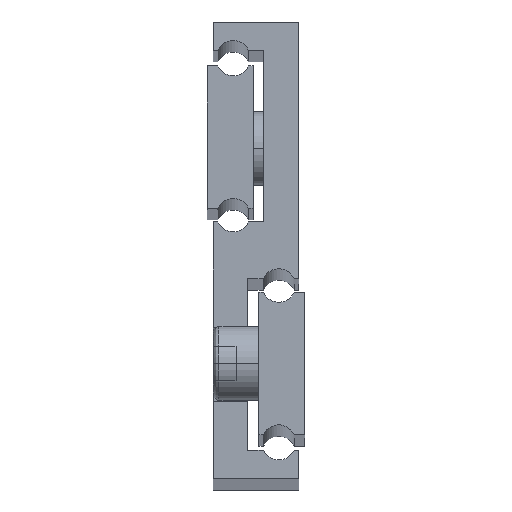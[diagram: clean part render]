
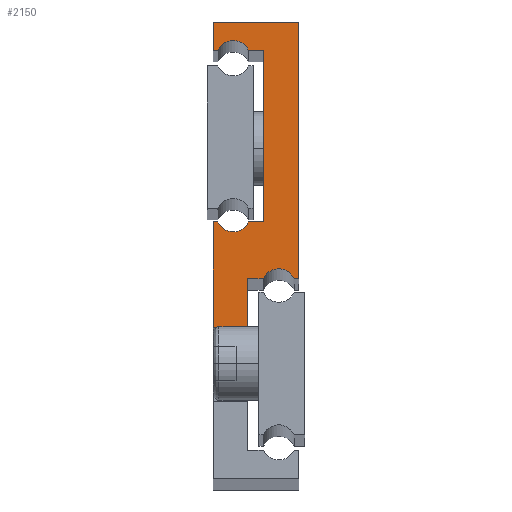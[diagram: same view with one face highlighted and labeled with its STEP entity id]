
A CAD part, top view. The second image highlights one B-rep face of the part: STEP entity #2150.
In plain terms, the highlighted planar face has unit normal (0, 0, 1).
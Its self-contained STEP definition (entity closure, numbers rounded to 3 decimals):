
#20 = CARTESIAN_POINT ( 'NONE',  ( 15., 80., 575. ) ) ;
#28 = CARTESIAN_POINT ( 'NONE',  ( 0., 45., 575. ) ) ;
#35 = EDGE_CURVE ( 'NONE', #1251, #1018, #1833, .T. ) ;
#66 = DIRECTION ( 'NONE',  ( 0., 0., -1. ) ) ;
#71 = ORIENTED_EDGE ( 'NONE', *, *, #1151, .T. ) ;
#77 = CARTESIAN_POINT ( 'NONE',  ( 0.773, 45., 575. ) ) ;
#86 = CARTESIAN_POINT ( 'NONE',  ( 0., 0., 575. ) ) ;
#88 = ORIENTED_EDGE ( 'NONE', *, *, #2090, .T. ) ;
#89 = VECTOR ( 'NONE', #2162, 1000. ) ;
#109 = LINE ( 'NONE', #1473, #89 ) ;
#113 = DIRECTION ( 'NONE',  ( 0., 0., -1. ) ) ;
#121 = VECTOR ( 'NONE', #1290, 1000. ) ;
#132 = CARTESIAN_POINT ( 'NONE',  ( 0., 26.5, 575. ) ) ;
#138 = AXIS2_PLACEMENT_3D ( 'NONE', #936, #1321, #2140 ) ;
#189 = VERTEX_POINT ( 'NONE', #2058 ) ;
#209 = VERTEX_POINT ( 'NONE', #28 ) ;
#233 = EDGE_CURVE ( 'NONE', #291, #209, #2099, .T. ) ;
#241 = LINE ( 'NONE', #921, #121 ) ;
#254 = CARTESIAN_POINT ( 'NONE',  ( 15., 35., 575. ) ) ;
#291 = VERTEX_POINT ( 'NONE', #77 ) ;
#312 = VERTEX_POINT ( 'NONE', #1762 ) ;
#352 = ORIENTED_EDGE ( 'NONE', *, *, #380, .T. ) ;
#380 = EDGE_CURVE ( 'NONE', #1622, #657, #922, .T. ) ;
#386 = VERTEX_POINT ( 'NONE', #1928 ) ;
#404 = CARTESIAN_POINT ( 'NONE',  ( 0., 80., 575. ) ) ;
#423 = CARTESIAN_POINT ( 'NONE',  ( 6.227, 45., 575. ) ) ;
#448 = FACE_OUTER_BOUND ( 'NONE', #1400, .T. ) ;
#452 = VERTEX_POINT ( 'NONE', #132 ) ;
#465 = DIRECTION ( 'NONE',  ( 1., 0., 0. ) ) ;
#506 = DIRECTION ( 'NONE',  ( 1., 0., 0. ) ) ;
#537 = EDGE_CURVE ( 'NONE', #312, #1622, #847, .T. ) ;
#574 = CARTESIAN_POINT ( 'NONE',  ( 8.9, 75., 575. ) ) ;
#622 = VERTEX_POINT ( 'NONE', #1060 ) ;
#645 = PLANE ( 'NONE',  #1163 ) ;
#657 = VERTEX_POINT ( 'NONE', #2085 ) ;
#659 = LINE ( 'NONE', #1011, #1600 ) ;
#667 = VECTOR ( 'NONE', #773, 1000. ) ;
#694 = CARTESIAN_POINT ( 'NONE',  ( 0., 45., 575. ) ) ;
#696 = LINE ( 'NONE', #20, #1954 ) ;
#755 = VERTEX_POINT ( 'NONE', #404 ) ;
#765 = DIRECTION ( 'NONE',  ( -1., 0., 0. ) ) ;
#773 = DIRECTION ( 'NONE',  ( 0., -1., 0. ) ) ;
#789 = CARTESIAN_POINT ( 'NONE',  ( 15., 80., 575. ) ) ;
#796 = DIRECTION ( 'NONE',  ( -1., 0., 0. ) ) ;
#798 = ORIENTED_EDGE ( 'NONE', *, *, #1393, .T. ) ;
#804 = ORIENTED_EDGE ( 'NONE', *, *, #2068, .T. ) ;
#847 = LINE ( 'NONE', #1529, #1238 ) ;
#871 = EDGE_CURVE ( 'NONE', #386, #1790, #969, .T. ) ;
#921 = CARTESIAN_POINT ( 'NONE',  ( 15., 80., 575. ) ) ;
#922 = LINE ( 'NONE', #933, #1628 ) ;
#924 = DIRECTION ( 'NONE',  ( -1., 0., 0. ) ) ;
#933 = CARTESIAN_POINT ( 'NONE',  ( 8.9, 75., 575. ) ) ;
#936 = CARTESIAN_POINT ( 'NONE',  ( 11.5, 33.75, 575. ) ) ;
#946 = VECTOR ( 'NONE', #506, 1000. ) ;
#969 = LINE ( 'NONE', #979, #1062 ) ;
#979 = CARTESIAN_POINT ( 'NONE',  ( 6., 5., 575. ) ) ;
#1007 = CARTESIAN_POINT ( 'NONE',  ( 3.5, 73.75, 575. ) ) ;
#1011 = CARTESIAN_POINT ( 'NONE',  ( 8.773, 35., 575. ) ) ;
#1018 = VERTEX_POINT ( 'NONE', #1027 ) ;
#1022 = EDGE_CURVE ( 'NONE', #1585, #755, #696, .T. ) ;
#1027 = CARTESIAN_POINT ( 'NONE',  ( 0.773, 75., 575. ) ) ;
#1035 = LINE ( 'NONE', #1880, #1638 ) ;
#1040 = ORIENTED_EDGE ( 'NONE', *, *, #1576, .T. ) ;
#1060 = CARTESIAN_POINT ( 'NONE',  ( 14.227, 35., 575. ) ) ;
#1062 = VECTOR ( 'NONE', #1313, 1000. ) ;
#1068 = CIRCLE ( 'NONE', #138, 3. ) ;
#1097 = ORIENTED_EDGE ( 'NONE', *, *, #1627, .T. ) ;
#1129 = CARTESIAN_POINT ( 'NONE',  ( 6.227, 45., 575. ) ) ;
#1139 = ORIENTED_EDGE ( 'NONE', *, *, #2036, .T. ) ;
#1143 = ORIENTED_EDGE ( 'NONE', *, *, #537, .T. ) ;
#1151 = EDGE_CURVE ( 'NONE', #1553, #622, #1068, .T. ) ;
#1156 = DIRECTION ( 'NONE',  ( 0., 0., -1. ) ) ;
#1163 = AXIS2_PLACEMENT_3D ( 'NONE', #1663, #113, #796 ) ;
#1238 = VECTOR ( 'NONE', #465, 1000. ) ;
#1251 = VERTEX_POINT ( 'NONE', #1658 ) ;
#1260 = CARTESIAN_POINT ( 'NONE',  ( 3.5, 46.25, 575. ) ) ;
#1273 = LINE ( 'NONE', #423, #2028 ) ;
#1280 = ORIENTED_EDGE ( 'NONE', *, *, #233, .T. ) ;
#1288 = EDGE_CURVE ( 'NONE', #755, #1251, #109, .T. ) ;
#1290 = DIRECTION ( 'NONE',  ( 0., 1., 0. ) ) ;
#1313 = DIRECTION ( 'NONE',  ( 0., 1., 0. ) ) ;
#1321 = DIRECTION ( 'NONE',  ( 0., 0., -1. ) ) ;
#1362 = DIRECTION ( 'NONE',  ( 1., 0., 0. ) ) ;
#1393 = EDGE_CURVE ( 'NONE', #452, #386, #1035, .T. ) ;
#1400 = EDGE_LOOP ( 'NONE', ( #804, #798, #1436, #1768, #71, #1040, #1139, #2185, #1742, #1582, #88, #1143, #352, #1710, #1097, #1280 ) ) ;
#1436 = ORIENTED_EDGE ( 'NONE', *, *, #871, .T. ) ;
#1445 = CIRCLE ( 'NONE', #1703, 3. ) ;
#1459 = LINE ( 'NONE', #86, #667 ) ;
#1473 = CARTESIAN_POINT ( 'NONE',  ( 0., 80., 575. ) ) ;
#1483 = CARTESIAN_POINT ( 'NONE',  ( 6., 35., 575. ) ) ;
#1484 = VECTOR ( 'NONE', #1714, 1000. ) ;
#1491 = AXIS2_PLACEMENT_3D ( 'NONE', #1260, #66, #924 ) ;
#1529 = CARTESIAN_POINT ( 'NONE',  ( 6.227, 75., 575. ) ) ;
#1553 = VERTEX_POINT ( 'NONE', #1599 ) ;
#1569 = VERTEX_POINT ( 'NONE', #1129 ) ;
#1576 = EDGE_CURVE ( 'NONE', #622, #189, #1620, .T. ) ;
#1582 = ORIENTED_EDGE ( 'NONE', *, *, #35, .T. ) ;
#1585 = VERTEX_POINT ( 'NONE', #789 ) ;
#1599 = CARTESIAN_POINT ( 'NONE',  ( 8.773, 35., 575. ) ) ;
#1600 = VECTOR ( 'NONE', #1863, 1000. ) ;
#1609 = DIRECTION ( 'NONE',  ( 0., -1., 0. ) ) ;
#1620 = LINE ( 'NONE', #254, #2176 ) ;
#1622 = VERTEX_POINT ( 'NONE', #574 ) ;
#1627 = EDGE_CURVE ( 'NONE', #1569, #291, #1889, .T. ) ;
#1628 = VECTOR ( 'NONE', #1609, 1000. ) ;
#1638 = VECTOR ( 'NONE', #1362, 1000. ) ;
#1648 = EDGE_CURVE ( 'NONE', #657, #1569, #1273, .T. ) ;
#1653 = DIRECTION ( 'NONE',  ( 1., 0., 0. ) ) ;
#1658 = CARTESIAN_POINT ( 'NONE',  ( 0., 75., 575. ) ) ;
#1663 = CARTESIAN_POINT ( 'NONE',  ( 3.5, 46.25, 575. ) ) ;
#1703 = AXIS2_PLACEMENT_3D ( 'NONE', #1007, #1156, #1653 ) ;
#1707 = DIRECTION ( 'NONE',  ( -1., 0., 0. ) ) ;
#1710 = ORIENTED_EDGE ( 'NONE', *, *, #1648, .T. ) ;
#1713 = EDGE_CURVE ( 'NONE', #1790, #1553, #659, .T. ) ;
#1714 = DIRECTION ( 'NONE',  ( -1., 0., 0. ) ) ;
#1742 = ORIENTED_EDGE ( 'NONE', *, *, #1288, .T. ) ;
#1762 = CARTESIAN_POINT ( 'NONE',  ( 6.227, 75., 575. ) ) ;
#1768 = ORIENTED_EDGE ( 'NONE', *, *, #1713, .T. ) ;
#1790 = VERTEX_POINT ( 'NONE', #1483 ) ;
#1833 = LINE ( 'NONE', #2045, #946 ) ;
#1863 = DIRECTION ( 'NONE',  ( 1., 0., 0. ) ) ;
#1880 = CARTESIAN_POINT ( 'NONE',  ( 0., 26.5, 575. ) ) ;
#1889 = CIRCLE ( 'NONE', #1491, 3. ) ;
#1928 = CARTESIAN_POINT ( 'NONE',  ( 6., 26.5, 575. ) ) ;
#1954 = VECTOR ( 'NONE', #1707, 1000. ) ;
#2028 = VECTOR ( 'NONE', #765, 1000. ) ;
#2036 = EDGE_CURVE ( 'NONE', #189, #1585, #241, .T. ) ;
#2045 = CARTESIAN_POINT ( 'NONE',  ( 0., 75., 575. ) ) ;
#2058 = CARTESIAN_POINT ( 'NONE',  ( 15., 35., 575. ) ) ;
#2068 = EDGE_CURVE ( 'NONE', #209, #452, #1459, .T. ) ;
#2085 = CARTESIAN_POINT ( 'NONE',  ( 8.9, 45., 575. ) ) ;
#2090 = EDGE_CURVE ( 'NONE', #1018, #312, #1445, .T. ) ;
#2099 = LINE ( 'NONE', #694, #1484 ) ;
#2134 = DIRECTION ( 'NONE',  ( 1., 0., 0. ) ) ;
#2140 = DIRECTION ( 'NONE',  ( -1., 0., 0. ) ) ;
#2150 = ADVANCED_FACE ( 'NONE', ( #448 ), #645, .F. ) ;
#2162 = DIRECTION ( 'NONE',  ( 0., -1., 0. ) ) ;
#2176 = VECTOR ( 'NONE', #2134, 1000. ) ;
#2185 = ORIENTED_EDGE ( 'NONE', *, *, #1022, .T. ) ;
